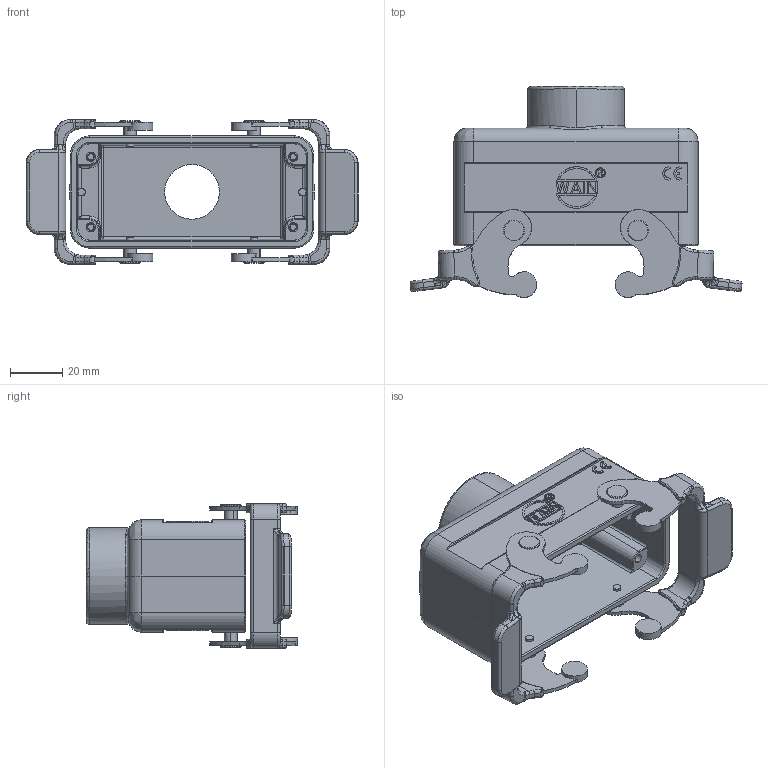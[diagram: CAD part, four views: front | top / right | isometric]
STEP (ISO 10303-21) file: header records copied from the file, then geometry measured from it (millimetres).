
FILE_DESCRIPTION(/* description */ (''),/* implementation_level */ '2;1');
FILE_NAME(/* name */ '3D_1240164411003_HV16B-TE-2L_SC-M25_V1.1.stp',/* time_stamp */ '2024-01-05T13:00:42+08:00',/* author */ (''),/* organization */ (''),/* preprocessor_version */ 'ST-DEVELOPER v18.1',/* originating_system */ 'SIEMENS PLM Software NX 1980',/* authorisation */ '');
FILE_SCHEMA (('AUTOMOTIVE_DESIGN { 1 0 10303 214 3 1 1 1 }'));
Length unit declared in the file: millimetre
Products named in the file (1): 145932C43606rmyg
Bounding box: 127.15 x 80.82 x 55.41 mm (x, y, z)
Volume: 73676.8 mm3; surface area: 43565 mm2
Topology: 3 solids, 3 shells, 828 faces, 2054 edges, 1250 vertices
Faces by surface type: plane 291, cylinder 265, torus 130, bspline 82, cone 44, extrusion 8, sphere 6, revolution 2
Entity records: 30309 total; most frequent: CARTESIAN_POINT 11253, ORIENTED_EDGE 4040, DIRECTION 3874, EDGE_CURVE 2020, AXIS2_PLACEMENT_3D 1473, VERTEX_POINT 1250, VECTOR 926, LINE 918
